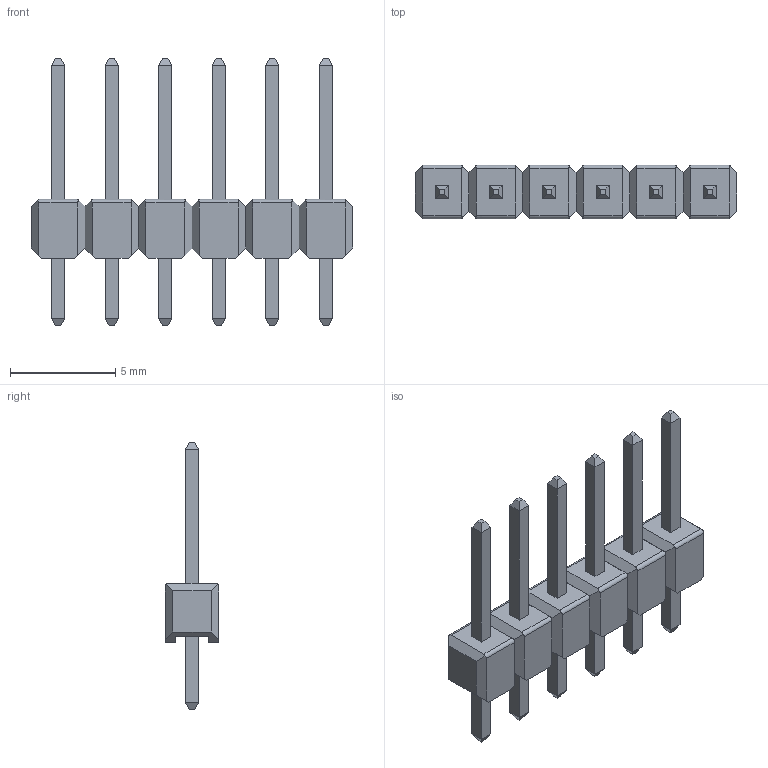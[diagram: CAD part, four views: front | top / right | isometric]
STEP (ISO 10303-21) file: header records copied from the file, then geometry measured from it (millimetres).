
FILE_DESCRIPTION (( 'STEP AP214' ), '1' );
FILE_NAME ('Pin Header 1x6 TH Pitch 2.54mm.STEP', '2015-06-02T15:07:35', ( 'Michael' ), ( 'Microsoft' ), 'SwSTEP 2.0', 'SolidWorks 2014', '' );
FILE_SCHEMA (( 'AUTOMOTIVE_DESIGN' ));
Length unit declared in the file: inch
Products named in the file (1): Pin Header 1x6 TH Pitch 2.54mm
Bounding box: 15.24 x 2.54 x 12.7 mm (x, y, z)
Volume: 118 mm3; surface area: 406.4 mm2
Topology: 7 solids, 7 shells, 218 faces, 544 edges, 340 vertices
Faces by surface type: plane 206, cylinder 12
Entity records: 7486 total; most frequent: CARTESIAN_POINT 1247, ORIENTED_EDGE 1088, DIRECTION 934, EDGE_CURVE 544, VECTOR 496, LINE 496, VERTEX_POINT 340, EDGE_LOOP 230
